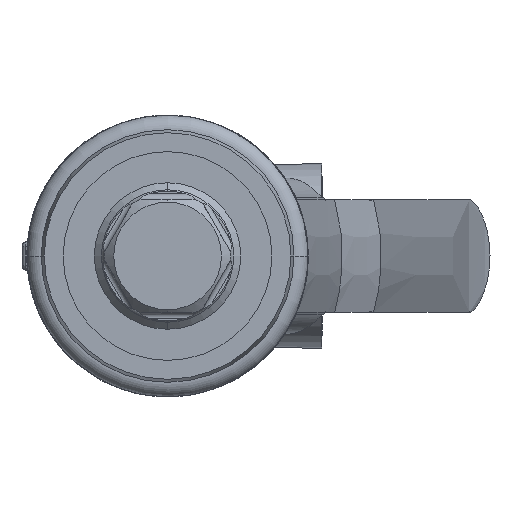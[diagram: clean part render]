
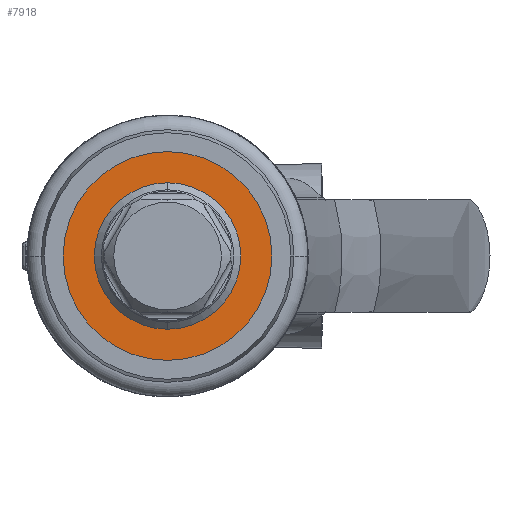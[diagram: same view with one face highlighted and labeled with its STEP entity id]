
A CAD part, left-side view. The second image highlights one B-rep face of the part: STEP entity #7918.
In plain terms, the highlighted planar face has unit normal (-1, 0, 0).
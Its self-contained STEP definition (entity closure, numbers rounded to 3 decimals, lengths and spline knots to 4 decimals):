
#7893=CARTESIAN_POINT('',(-2.922,0.,0.));
#7894=DIRECTION('',(1.,0.,0.));
#7895=DIRECTION('',(0.,0.,-1.));
#7896=AXIS2_PLACEMENT_3D('',#7893,#7894,#7895);
#7898=CARTESIAN_POINT('',(-2.922,0.,0.));
#7899=DIRECTION('',(1.,0.,0.));
#7900=DIRECTION('',(0.,0.,1.));
#7901=AXIS2_PLACEMENT_3D('',#7898,#7899,#7900);
#7903=CARTESIAN_POINT('',(-2.922,0.,0.57));
#7904=CARTESIAN_POINT('',(-2.922,0.,-0.57));
#7905=VERTEX_POINT('',#7903);
#7906=VERTEX_POINT('',#7904);
#7907=CARTESIAN_POINT('',(-2.922,0.,0.));
#7908=DIRECTION('',(-1.,0.,0.));
#7909=DIRECTION('',(0.,0.,1.));
#7910=AXIS2_PLACEMENT_3D('',#7907,#7908,#7909);
#7911=PLANE('',#7910);
#7913=ORIENTED_EDGE('',*,*,#7912,.T.);
#7915=ORIENTED_EDGE('',*,*,#7914,.T.);
#7916=EDGE_LOOP('',(#7913,#7915));
#7917=FACE_OUTER_BOUND('',#7916,.F.);
#7918=ADVANCED_FACE('',(#7917),#7911,.T.);
#7897=CIRCLE('',#7896,0.57);
#7902=CIRCLE('',#7901,0.57);
#7912=EDGE_CURVE('',#7906,#7905,#7897,.T.);
#7914=EDGE_CURVE('',#7905,#7906,#7902,.T.);
